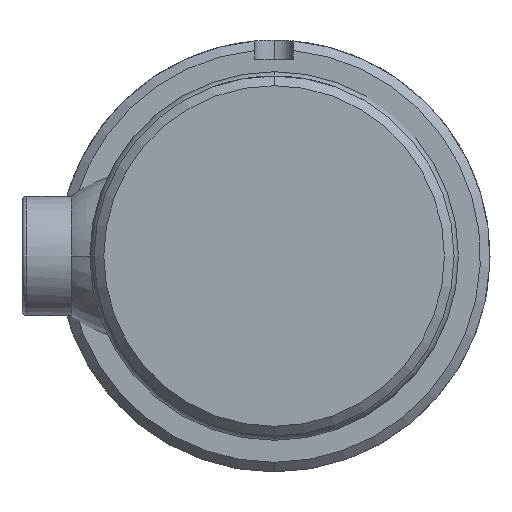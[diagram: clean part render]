
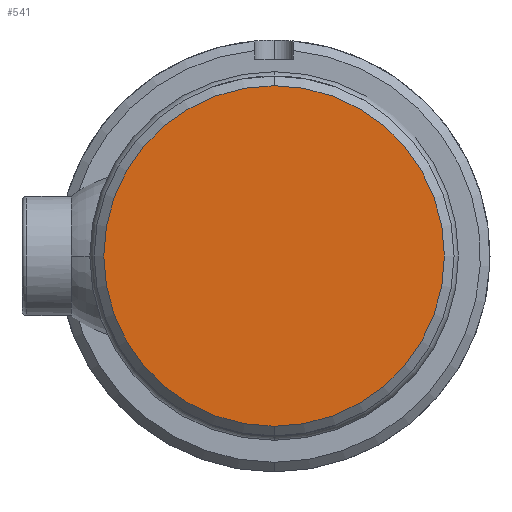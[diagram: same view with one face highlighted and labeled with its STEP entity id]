
A CAD part, left-side view. The second image highlights one B-rep face of the part: STEP entity #541.
In plain terms, the highlighted planar face has unit normal (-1, 0, 0).
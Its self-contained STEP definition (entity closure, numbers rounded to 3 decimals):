
#55 = DIRECTION ( 'NONE',  ( -1., 0., 0. ) ) ;
#92 = EDGE_CURVE ( 'NONE', #1815, #2166, #1211, .T. ) ;
#105 = EDGE_LOOP ( 'NONE', ( #1348, #886 ) ) ;
#138 = CARTESIAN_POINT ( 'NONE',  ( 0., 0., 35.5 ) ) ;
#295 = PLANE ( 'NONE',  #735 ) ;
#368 = CARTESIAN_POINT ( 'NONE',  ( 0., 0., 0. ) ) ;
#400 = CARTESIAN_POINT ( 'NONE',  ( 0., 0., 0. ) ) ;
#541 = ADVANCED_FACE ( 'NONE', ( #1802 ), #295, .F. ) ;
#598 = DIRECTION ( 'NONE',  ( 0., 0., -1. ) ) ;
#735 = AXIS2_PLACEMENT_3D ( 'NONE', #2119, #2536, #1296 ) ;
#834 = AXIS2_PLACEMENT_3D ( 'NONE', #368, #55, #1611 ) ;
#886 = ORIENTED_EDGE ( 'NONE', *, *, #92, .T. ) ;
#1211 = CIRCLE ( 'NONE', #834, 35.5 ) ;
#1296 = DIRECTION ( 'NONE',  ( 0., 0., -1. ) ) ;
#1348 = ORIENTED_EDGE ( 'NONE', *, *, #2449, .T. ) ;
#1529 = CARTESIAN_POINT ( 'NONE',  ( 0., 0., -35.5 ) ) ;
#1611 = DIRECTION ( 'NONE',  ( 0., 0., -1. ) ) ;
#1802 = FACE_OUTER_BOUND ( 'NONE', #105, .T. ) ;
#1815 = VERTEX_POINT ( 'NONE', #138 ) ;
#1818 = DIRECTION ( 'NONE',  ( -1., 0., 0. ) ) ;
#1992 = AXIS2_PLACEMENT_3D ( 'NONE', #400, #1818, #598 ) ;
#2119 = CARTESIAN_POINT ( 'NONE',  ( 0., 0., 0. ) ) ;
#2166 = VERTEX_POINT ( 'NONE', #1529 ) ;
#2449 = EDGE_CURVE ( 'NONE', #2166, #1815, #2502, .T. ) ;
#2502 = CIRCLE ( 'NONE', #1992, 35.5 ) ;
#2536 = DIRECTION ( 'NONE',  ( 1., 0., 0. ) ) ;
